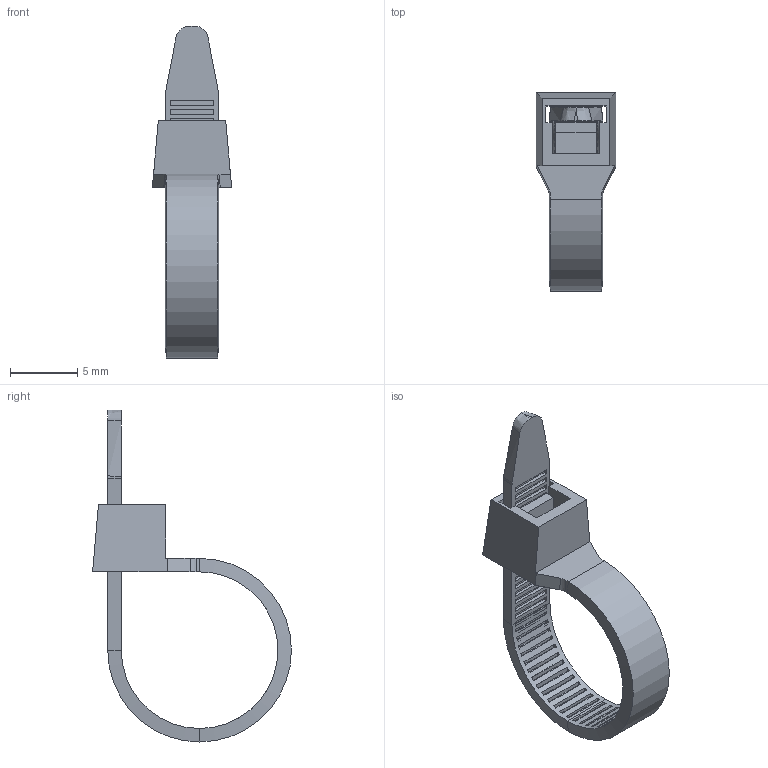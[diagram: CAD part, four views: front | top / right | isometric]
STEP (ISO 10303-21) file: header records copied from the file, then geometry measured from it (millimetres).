
FILE_DESCRIPTION (( 'STEP AP203' ), '1' );
FILE_NAME ('ZIP TIE.STEP', '2012-06-11T17:14:57', ( '' ), ( '' ), 'SwSTEP 2.0', 'SolidWorks 2012', '' );
FILE_SCHEMA (( 'CONFIG_CONTROL_DESIGN' ));
Length unit declared in the file: millimetre
Products named in the file (1): ZIP TIE
Bounding box: 5.87 x 14.74 x 24.62 mm (x, y, z)
Volume: 269.2 mm3; surface area: 816.8 mm2
Topology: 1 solids, 1 shells, 348 faces, 859 edges, 568 vertices
Faces by surface type: plane 333, cylinder 6, bspline 6, cone 3
Entity records: 10366 total; most frequent: CARTESIAN_POINT 1984, ORIENTED_EDGE 1718, DIRECTION 1614, EDGE_CURVE 859, LINE 748, VECTOR 748, VERTEX_POINT 568, AXIS2_PLACEMENT_3D 433
